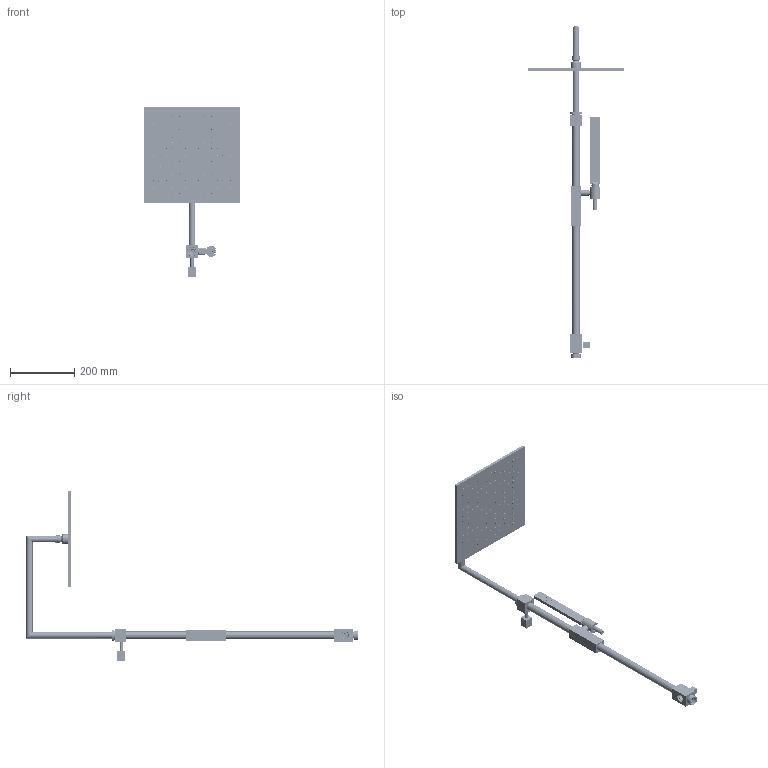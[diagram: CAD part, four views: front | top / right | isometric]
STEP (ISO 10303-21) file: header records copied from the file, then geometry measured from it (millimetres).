
FILE_DESCRIPTION((''),'2;1');
FILE_NAME('ZCOL626KCR','2021-11-11T13:22:12',('ut3'),('PAFFONI SpA'),'CREO PARAMETRIC BY PTC INC, 2020044','CREO PARAMETRIC BY PTC INC, 2020044','');
FILE_SCHEMA(('CONFIG_CONTROL_DESIGN','SHAPE_APPEARANCE_LAYERS_GROUPS'));
Products named in the file (1): ZCOL626KCR
Bounding box: 300.44 x 1035 x 530.22 mm (x, y, z)
Volume: 858503.3 mm3; surface area: 697141.3 mm2
Topology: 11 solids, 11 shells, 9134 faces, 19305 edges, 10870 vertices
Faces by surface type: torus 5433, cylinder 1839, plane 1173, cone 681, bspline 4, sphere 4
Entity records: 318873 total; most frequent: DIRECTION 52442, CARTESIAN_POINT 48734, ORIENTED_EDGE 38594, AXIS2_PLACEMENT_3D 24366, EDGE_CURVE 19297, CIRCLE 15236, VERTEX_POINT 10870, EDGE_LOOP 10285
